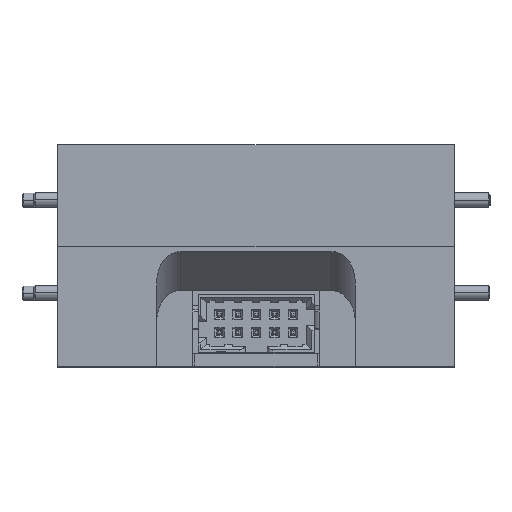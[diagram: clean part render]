
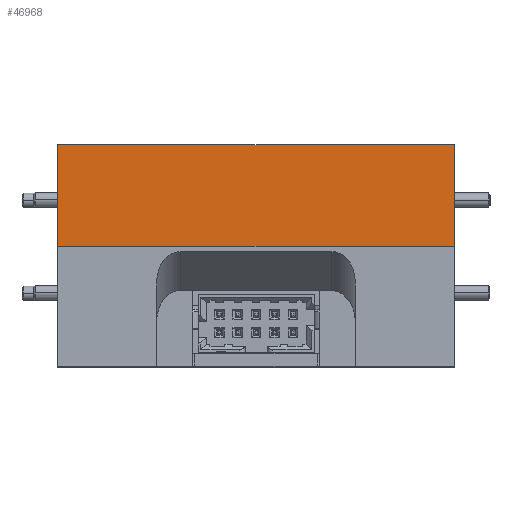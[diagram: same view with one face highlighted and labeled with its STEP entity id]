
A CAD part, top view. The second image highlights one B-rep face of the part: STEP entity #46968.
In plain terms, the highlighted planar face has unit normal (0, 0, 1).
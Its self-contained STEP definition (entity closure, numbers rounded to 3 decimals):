
#3187 = ORIENTED_EDGE ( 'NONE', *, *, #48558, .F. ) ;
#5211 = LINE ( 'NONE', #18381, #36411 ) ;
#5448 = DIRECTION ( 'NONE',  ( 0., -1., 0. ) ) ;
#6570 = PLANE ( 'NONE',  #60822 ) ;
#8659 = EDGE_CURVE ( 'NONE', #42102, #13606, #5211, .T. ) ;
#10117 = CARTESIAN_POINT ( 'NONE',  ( 0.385, -17.399, 32.973 ) ) ;
#13355 = LINE ( 'NONE', #10117, #81863 ) ;
#13606 = VERTEX_POINT ( 'NONE', #34087 ) ;
#15153 = ORIENTED_EDGE ( 'NONE', *, *, #72704, .T. ) ;
#18381 = CARTESIAN_POINT ( 'NONE',  ( 21.975, -6.35, 32.973 ) ) ;
#19109 = EDGE_LOOP ( 'NONE', ( #3187, #15153, #76665, #83525 ) ) ;
#19457 = DIRECTION ( 'NONE',  ( 0., -1., 0. ) ) ;
#25926 = CARTESIAN_POINT ( 'NONE',  ( 0.385, -6.35, 32.973 ) ) ;
#26002 = VERTEX_POINT ( 'NONE', #71182 ) ;
#31524 = VERTEX_POINT ( 'NONE', #31880 ) ;
#31880 = CARTESIAN_POINT ( 'NONE',  ( -21.205, -17.399, 32.973 ) ) ;
#32432 = LINE ( 'NONE', #70369, #67771 ) ;
#34087 = CARTESIAN_POINT ( 'NONE',  ( 21.975, -17.399, 32.973 ) ) ;
#36411 = VECTOR ( 'NONE', #83377, 1000. ) ;
#42102 = VERTEX_POINT ( 'NONE', #73717 ) ;
#42403 = DIRECTION ( 'NONE',  ( 1., 0., 0. ) ) ;
#46968 = ADVANCED_FACE ( 'NONE', ( #63003 ), #6570, .T. ) ;
#48558 = EDGE_CURVE ( 'NONE', #26002, #42102, #75846, .T. ) ;
#52644 = VECTOR ( 'NONE', #57087, 1000. ) ;
#57087 = DIRECTION ( 'NONE',  ( 1., 0., 0. ) ) ;
#60822 = AXIS2_PLACEMENT_3D ( 'NONE', #25926, #65334, #19457 ) ;
#63003 = FACE_OUTER_BOUND ( 'NONE', #19109, .T. ) ;
#65334 = DIRECTION ( 'NONE',  ( 0., 0., 1. ) ) ;
#67771 = VECTOR ( 'NONE', #5448, 1000. ) ;
#70369 = CARTESIAN_POINT ( 'NONE',  ( -21.205, -6.35, 32.973 ) ) ;
#71182 = CARTESIAN_POINT ( 'NONE',  ( -21.205, -6.35, 32.973 ) ) ;
#72704 = EDGE_CURVE ( 'NONE', #26002, #31524, #32432, .T. ) ;
#73717 = CARTESIAN_POINT ( 'NONE',  ( 21.975, -6.35, 32.973 ) ) ;
#75846 = LINE ( 'NONE', #82681, #52644 ) ;
#76665 = ORIENTED_EDGE ( 'NONE', *, *, #82474, .T. ) ;
#81863 = VECTOR ( 'NONE', #42403, 1000. ) ;
#82474 = EDGE_CURVE ( 'NONE', #31524, #13606, #13355, .T. ) ;
#82681 = CARTESIAN_POINT ( 'NONE',  ( 0.385, -6.35, 32.973 ) ) ;
#83377 = DIRECTION ( 'NONE',  ( 0., -1., 0. ) ) ;
#83525 = ORIENTED_EDGE ( 'NONE', *, *, #8659, .F. ) ;
